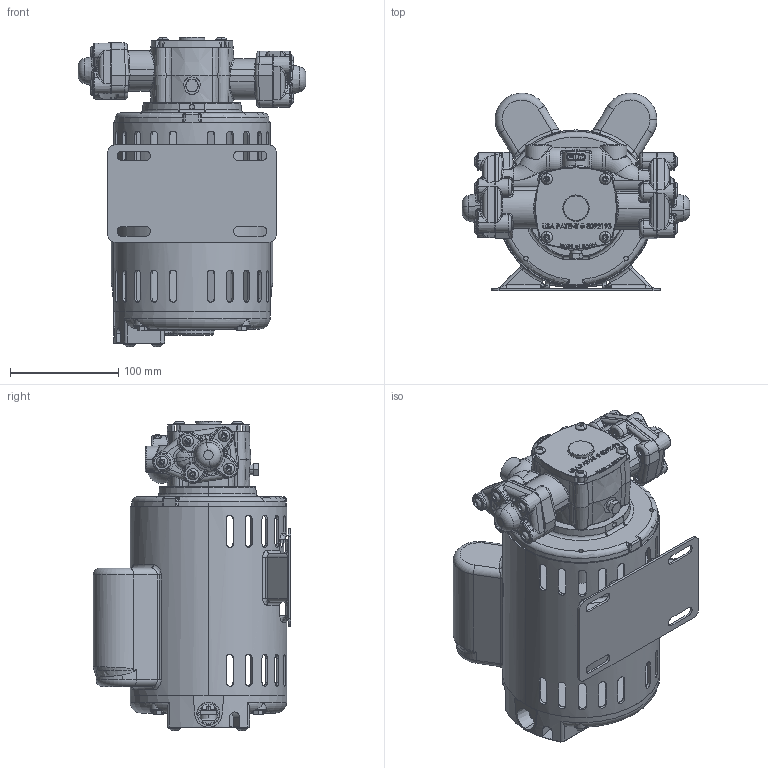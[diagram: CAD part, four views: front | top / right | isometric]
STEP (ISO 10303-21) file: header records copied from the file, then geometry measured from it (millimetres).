
FILE_DESCRIPTION (( 'STEP AP214' ), '1' );
FILE_NAME ('1XP050.031.STEP', '2013-01-09T21:20:39', ( 'it' ), ( '' ), 'SwSTEP 2.0', 'SolidWorks 2012', '' );
FILE_SCHEMA (( 'AUTOMOTIVE_DESIGN' ));
Length unit declared in the file: millimetre
Products named in the file (1): 1XP050.031
Bounding box: 210.69 x 182.78 x 286.71 mm (x, y, z)
Surface area: 370714.1 mm2 (no closed solid volume)
Topology: 0 solids, 37 shells, 2011 faces, 6134 edges, 3971 vertices
Faces by surface type: bspline 526, plane 520, cylinder 494, torus 276, cone 139, sphere 56
Entity records: 122656 total; most frequent: CARTESIAN_POINT 51319, ORIENTED_EDGE 10411, DIRECTION 9239, EDGE_CURVE 6021, VERTEX_POINT 3971, AXIS2_PLACEMENT_3D 3553, EDGE_LOOP 2226, VECTOR 2133
